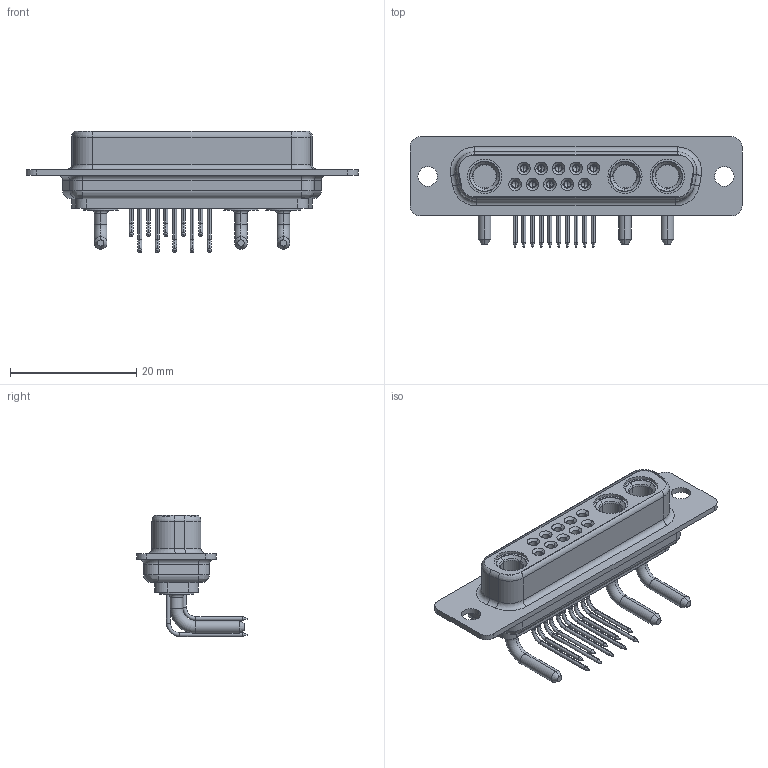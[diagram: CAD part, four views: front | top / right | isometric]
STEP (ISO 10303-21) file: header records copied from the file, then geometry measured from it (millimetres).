
FILE_DESCRIPTION((''),'2;1');
FILE_NAME('DB13W3S500A30LFC','2012-10-25T',('KaBabu'),('FCI - CDC Division'),'PRO/ENGINEER BY PARAMETRIC TECHNOLOGY CORPORATION, 2008010','PRO/ENGINEER BY PARAMETRIC TECHNOLOGY CORPORATION, 2008010','');
FILE_SCHEMA(('CONFIG_CONTROL_DESIGN'));
Length unit declared in the file: millimetre
Products named in the file (1): DB13W3S500A30LFC
Bounding box: 52.65 x 17.48 x 19.2 mm (x, y, z)
Volume: 4083.6 mm3; surface area: 3407.3 mm2
Topology: 1 solids, 1 shells, 518 faces, 1184 edges, 682 vertices
Faces by surface type: cylinder 174, plane 136, cone 128, torus 76, bspline 4
Entity records: 15790 total; most frequent: CARTESIAN_POINT 4402, DIRECTION 2448, ORIENTED_EDGE 2328, EDGE_CURVE 1164, AXIS2_PLACEMENT_3D 1036, VERTEX_POINT 682, EDGE_LOOP 556, CIRCLE 522
